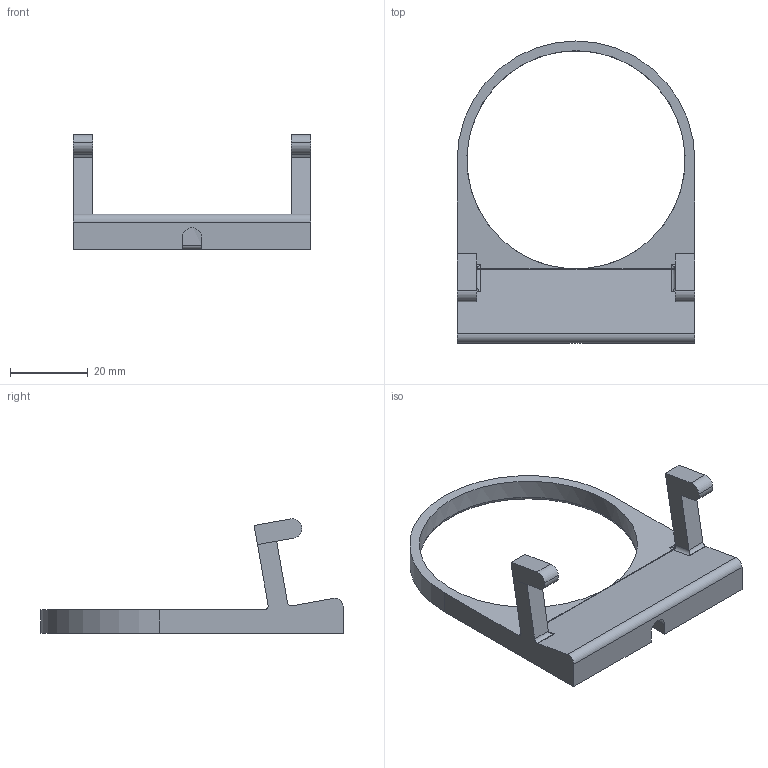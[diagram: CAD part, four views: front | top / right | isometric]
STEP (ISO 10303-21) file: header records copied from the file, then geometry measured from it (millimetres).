
FILE_DESCRIPTION(('HOOPS Exchange Step'),'2;1');
FILE_NAME('temp_export','2022-12-03T13:24:02-07:00',('trand'),('Shapr3D Limited'),'HOOPS Exchange 2022.1','Shapr3D','Authorized');
FILE_SCHEMA( ('AUTOMOTIVE_DESIGN { 1 0 10303 214 1 1 1 1 }') );
Length unit declared in the file: millimetre
Products named in the file (6): Folder 05; Folder 04; Sketch Planes; Grabcad Models ; Magsafe Continuity Holder; root
Assembly tree (5 placements, depth 4):
  root
    Magsafe Continuity Holder
      Folder 04
        Folder 05
      Sketch Planes
      Grabcad Models 
Bounding box: 61 x 77.5 x 29.35 mm (x, y, z)
Volume: 13976.7 mm3; surface area: 7657 mm2
Topology: 1 solids, 1 shells, 42 faces, 120 edges, 76 vertices
Faces by surface type: plane 20, cylinder 19, sphere 2, torus 1
Full cylindrical faces by diameter (mm): 56 x1
Entity records: 1658 total; most frequent: CARTESIAN_POINT 410, DIRECTION 244, ORIENTED_EDGE 236, EDGE_CURVE 118, AXIS2_PLACEMENT_3D 84, VERTEX_POINT 76, VECTOR 76, LINE 76
